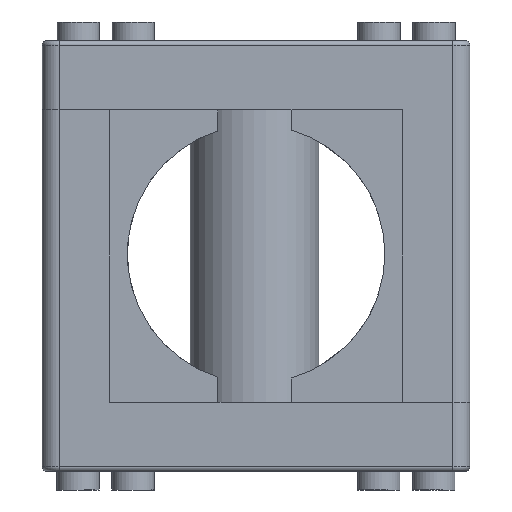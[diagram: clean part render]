
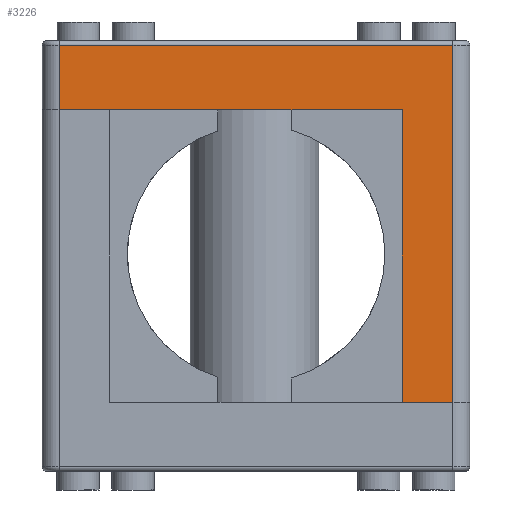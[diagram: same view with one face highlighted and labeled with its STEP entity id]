
A CAD part, front view. The second image highlights one B-rep face of the part: STEP entity #3226.
In plain terms, the highlighted face is planar.
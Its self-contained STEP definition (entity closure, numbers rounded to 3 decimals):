
#404=FACE_OUTER_BOUND('',#619,.T.);
#619=EDGE_LOOP('',(#2605,#2606,#2607,#2608,#2609,#2610));
#871=LINE('',#5294,#1189);
#873=LINE('',#5303,#1191);
#875=LINE('',#5309,#1193);
#882=LINE('',#5328,#1200);
#883=LINE('',#5330,#1201);
#884=LINE('',#5331,#1202);
#1189=VECTOR('',#4344,10.);
#1191=VECTOR('',#4356,10.);
#1193=VECTOR('',#4362,10.);
#1200=VECTOR('',#4383,10.);
#1201=VECTOR('',#4384,10.);
#1202=VECTOR('',#4385,10.);
#1528=VERTEX_POINT('',#5285);
#1530=VERTEX_POINT('',#5292);
#1531=VERTEX_POINT('',#5297);
#1533=VERTEX_POINT('',#5305);
#1539=VERTEX_POINT('',#5327);
#1540=VERTEX_POINT('',#5329);
#1917=EDGE_CURVE('',#1530,#1528,#871,.T.);
#1922=EDGE_CURVE('',#1528,#1531,#873,.T.);
#1925=EDGE_CURVE('',#1531,#1533,#875,.T.);
#1934=EDGE_CURVE('',#1539,#1530,#882,.T.);
#1935=EDGE_CURVE('',#1539,#1540,#883,.T.);
#1936=EDGE_CURVE('',#1533,#1540,#884,.T.);
#2605=ORIENTED_EDGE('',*,*,#1925,.F.);
#2606=ORIENTED_EDGE('',*,*,#1922,.F.);
#2607=ORIENTED_EDGE('',*,*,#1917,.F.);
#2608=ORIENTED_EDGE('',*,*,#1934,.F.);
#2609=ORIENTED_EDGE('',*,*,#1935,.T.);
#2610=ORIENTED_EDGE('',*,*,#1936,.F.);
#3051=PLANE('',#3624);
#3226=ADVANCED_FACE('',(#404),#3051,.T.);
#3624=AXIS2_PLACEMENT_3D('',#5326,#4381,#4382);
#4344=DIRECTION('',(0.,0.,-1.));
#4356=DIRECTION('',(0.,-1.,0.));
#4362=DIRECTION('',(0.,0.,1.));
#4381=DIRECTION('center_axis',(1.,0.,0.));
#4382=DIRECTION('ref_axis',(0.,1.,0.));
#4383=DIRECTION('',(0.,1.,0.));
#4384=DIRECTION('',(0.,0.,1.));
#4385=DIRECTION('',(0.,1.,0.));
#5285=CARTESIAN_POINT('',(24.9,22.9,0.5));
#5292=CARTESIAN_POINT('',(24.9,22.9,8.));
#5294=CARTESIAN_POINT('',(24.9,22.9,0.));
#5297=CARTESIAN_POINT('',(24.9,-22.9,0.5));
#5303=CARTESIAN_POINT('',(24.9,-12.45,0.5));
#5305=CARTESIAN_POINT('',(24.9,-22.9,42.1));
#5309=CARTESIAN_POINT('',(24.9,-22.9,0.));
#5326=CARTESIAN_POINT('Origin',(24.9,-24.9,0.));
#5327=CARTESIAN_POINT('',(24.9,-17.02,8.));
#5328=CARTESIAN_POINT('',(24.9,24.9,8.));
#5329=CARTESIAN_POINT('',(24.9,-17.02,42.1));
#5330=CARTESIAN_POINT('',(24.9,-17.02,8.));
#5331=CARTESIAN_POINT('',(24.9,-24.9,42.1));
